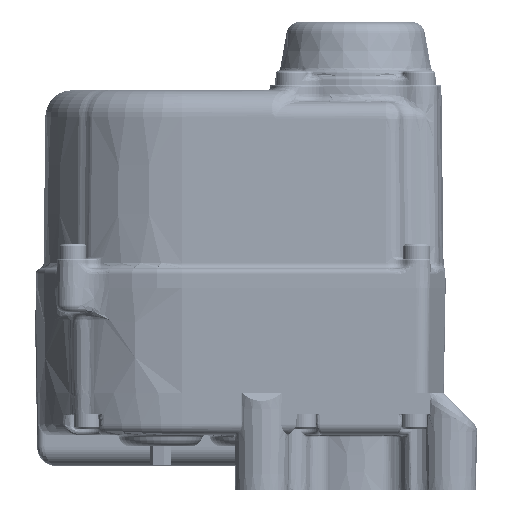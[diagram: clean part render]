
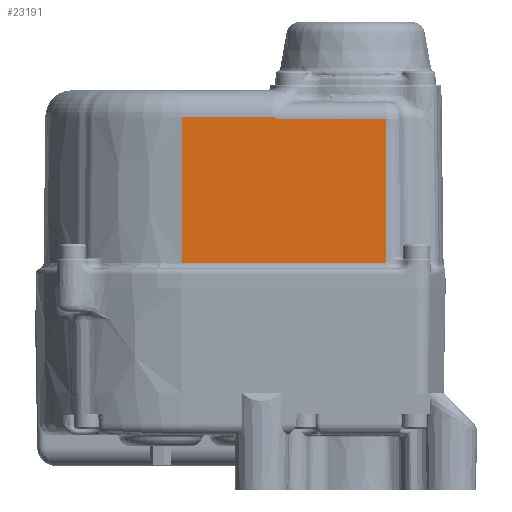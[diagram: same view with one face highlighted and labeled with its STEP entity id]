
A CAD part, front view. The second image highlights one B-rep face of the part: STEP entity #23191.
In plain terms, the highlighted planar face has unit normal (0, -1, 0.012).
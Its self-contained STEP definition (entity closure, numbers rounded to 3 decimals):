
#2992 = DIRECTION ( 'NONE',  ( -1., 0., 0. ) ) ;
#5978 = EDGE_LOOP ( 'NONE', ( #132428, #21990, #57732, #18510, #75934, #15229 ) ) ;
#6477 = LINE ( 'NONE', #28975, #98526 ) ;
#7503 = DIRECTION ( 'NONE',  ( 1., 0., 0. ) ) ;
#8441 = VECTOR ( 'NONE', #21307, 1000. ) ;
#9227 = CARTESIAN_POINT ( 'NONE',  ( 7.92, -28.5, 0. ) ) ;
#10291 = CARTESIAN_POINT ( 'NONE',  ( -20.918, -27.956, 44.555 ) ) ;
#15229 = ORIENTED_EDGE ( 'NONE', *, *, #114101, .T. ) ;
#18510 = ORIENTED_EDGE ( 'NONE', *, *, #77996, .T. ) ;
#19193 = CARTESIAN_POINT ( 'NONE',  ( -21.18, -27.954, 44.698 ) ) ;
#19862 = EDGE_CURVE ( 'NONE', #134469, #115633, #125680, .T. ) ;
#21307 = DIRECTION ( 'NONE',  ( 0., 0.012, 1. ) ) ;
#21990 = ORIENTED_EDGE ( 'NONE', *, *, #83774, .T. ) ;
#23191 = ADVANCED_FACE ( 'NONE', ( #98914 ), #50164, .T. ) ;
#23855 = VERTEX_POINT ( 'NONE', #10291 ) ;
#25622 = CARTESIAN_POINT ( 'NONE',  ( -45.799, -27.949, 45.086 ) ) ;
#25986 = CARTESIAN_POINT ( 'NONE',  ( 18.699, -28.5, 0. ) ) ;
#28975 = CARTESIAN_POINT ( 'NONE',  ( -45.799, -28.5, 0. ) ) ;
#31250 = CARTESIAN_POINT ( 'NONE',  ( -21.421, -27.952, 44.878 ) ) ;
#36891 = CARTESIAN_POINT ( 'NONE',  ( -45.799, -27.949, 45.086 ) ) ;
#37692 = DIRECTION ( 'NONE',  ( -1., 0., 0. ) ) ;
#40438 = LINE ( 'NONE', #9227, #8441 ) ;
#45176 = VERTEX_POINT ( 'NONE', #90044 ) ;
#50164 = PLANE ( 'NONE',  #124288 ) ;
#53076 = CARTESIAN_POINT ( 'NONE',  ( 7.92, -27.956, 44.555 ) ) ;
#57732 = ORIENTED_EDGE ( 'NONE', *, *, #88562, .T. ) ;
#62192 = DIRECTION ( 'NONE',  ( 0., -0.012, -1. ) ) ;
#64021 = VERTEX_POINT ( 'NONE', #36891 ) ;
#67376 = CARTESIAN_POINT ( 'NONE',  ( 18.699, -28.421, 6.482 ) ) ;
#69289 = EDGE_CURVE ( 'NONE', #101858, #23855, #79259, .T. ) ;
#73057 = B_SPLINE_CURVE_WITH_KNOTS ( 'NONE', 3,
 ( #91081, #19193, #31250, #115192 ),
 .UNSPECIFIED., .F., .F.,
 ( 4, 4 ),
 ( 0., 0.001 ),
 .UNSPECIFIED. ) ;
#75517 = VECTOR ( 'NONE', #2992, 1000. ) ;
#75934 = ORIENTED_EDGE ( 'NONE', *, *, #19862, .T. ) ;
#77996 = EDGE_CURVE ( 'NONE', #64021, #134469, #6477, .T. ) ;
#79259 = LINE ( 'NONE', #98549, #75517 ) ;
#83442 = LINE ( 'NONE', #25622, #147273 ) ;
#83774 = EDGE_CURVE ( 'NONE', #23855, #45176, #73057, .T. ) ;
#88562 = EDGE_CURVE ( 'NONE', #45176, #64021, #83442, .T. ) ;
#90044 = CARTESIAN_POINT ( 'NONE',  ( -21.636, -27.949, 45.086 ) ) ;
#91081 = CARTESIAN_POINT ( 'NONE',  ( -20.918, -27.956, 44.555 ) ) ;
#93782 = VECTOR ( 'NONE', #7503, 1000. ) ;
#95900 = CARTESIAN_POINT ( 'NONE',  ( 7.92, -28.421, 6.482 ) ) ;
#98526 = VECTOR ( 'NONE', #99340, 1000. ) ;
#98549 = CARTESIAN_POINT ( 'NONE',  ( 18.699, -27.956, 44.555 ) ) ;
#98914 = FACE_OUTER_BOUND ( 'NONE', #5978, .T. ) ;
#99340 = DIRECTION ( 'NONE',  ( 0., -0.012, -1. ) ) ;
#101858 = VERTEX_POINT ( 'NONE', #53076 ) ;
#114101 = EDGE_CURVE ( 'NONE', #115633, #101858, #40438, .T. ) ;
#115192 = CARTESIAN_POINT ( 'NONE',  ( -21.636, -27.949, 45.086 ) ) ;
#115633 = VERTEX_POINT ( 'NONE', #95900 ) ;
#124288 = AXIS2_PLACEMENT_3D ( 'NONE', #25986, #134053, #62192 ) ;
#125680 = LINE ( 'NONE', #67376, #93782 ) ;
#132428 = ORIENTED_EDGE ( 'NONE', *, *, #69289, .T. ) ;
#134053 = DIRECTION ( 'NONE',  ( 0., -1., 0.012 ) ) ;
#134469 = VERTEX_POINT ( 'NONE', #152212 ) ;
#147273 = VECTOR ( 'NONE', #37692, 1000. ) ;
#152212 = CARTESIAN_POINT ( 'NONE',  ( -45.799, -28.421, 6.482 ) ) ;
